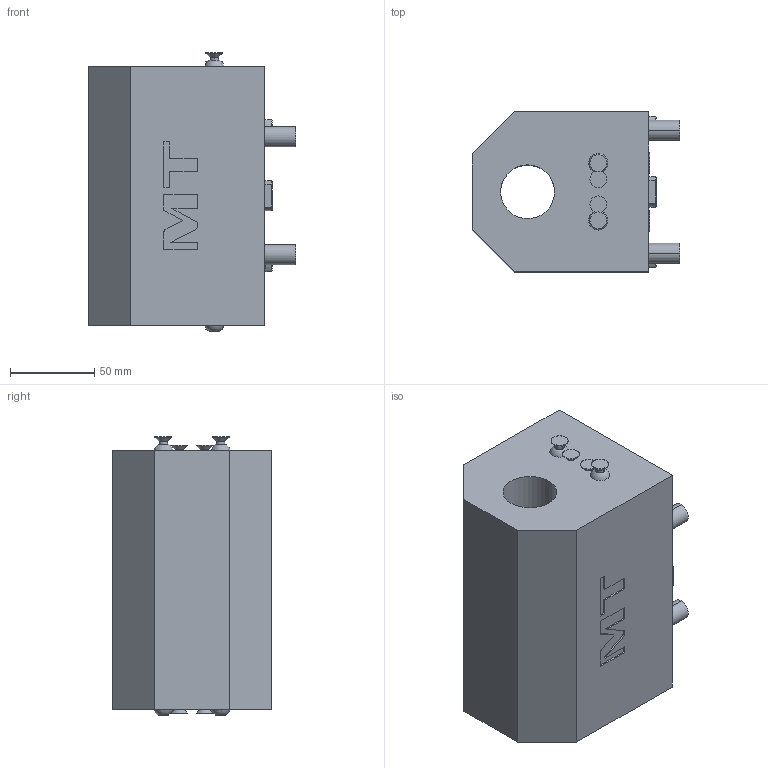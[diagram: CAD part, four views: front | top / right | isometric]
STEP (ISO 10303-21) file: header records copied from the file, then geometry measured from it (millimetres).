
FILE_DESCRIPTION((''),'2;1');
FILE_NAME('DWO2893200_CONF','2024-12-16T14:59:37',('fpalella'),('M.T. srl'),'CREO PARAMETRIC BY PTC INC, 2023352','CREO PARAMETRIC BY PTC INC, 2023352','');
FILE_SCHEMA(('CONFIG_CONTROL_DESIGN'));
Length unit declared in the file: millimetre
Products named in the file (1): DWO2893200_CONF
Bounding box: 123.5 x 95 x 165.55 mm (x, y, z)
Volume: 1328441.4 mm3; surface area: 95160.3 mm2
Topology: 1 solids, 1 shells, 166 faces, 390 edges, 254 vertices
Faces by surface type: plane 92, cylinder 42, cone 20, sphere 4, extrusion 4, torus 4
Entity records: 4913 total; most frequent: CARTESIAN_POINT 983, DIRECTION 810, ORIENTED_EDGE 780, EDGE_CURVE 390, AXIS2_PLACEMENT_3D 286, VERTEX_POINT 254, VECTOR 238, LINE 234
